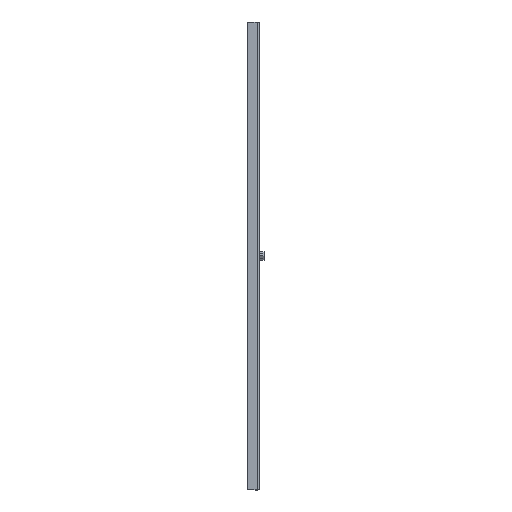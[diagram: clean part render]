
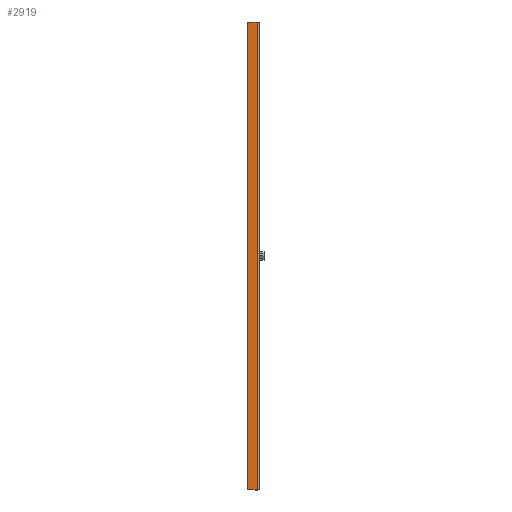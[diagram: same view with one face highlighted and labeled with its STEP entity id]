
A CAD part, left-side view. The second image highlights one B-rep face of the part: STEP entity #2919.
In plain terms, the highlighted planar face has unit normal (-1, 0, 0).
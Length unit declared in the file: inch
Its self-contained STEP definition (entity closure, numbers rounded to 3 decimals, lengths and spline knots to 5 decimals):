
#883 = ORIENTED_EDGE ( 'NONE', *, *, #1641, .F. ) ;
#925 = DIRECTION ( 'NONE',  ( 0., 0., -1. ) ) ;
#979 = DIRECTION ( 'NONE',  ( 0., 0., -1. ) ) ;
#1144 = VECTOR ( 'NONE', #979, 39.37008 ) ;
#1170 = DIRECTION ( 'NONE',  ( 0., -1., 0. ) ) ;
#1191 = CARTESIAN_POINT ( 'NONE',  ( -28.25, 0.75, -15.2485 ) ) ;
#1211 = CARTESIAN_POINT ( 'NONE',  ( -28.25, 0.095, 15.2485 ) ) ;
#1390 = LINE ( 'NONE', #3121, #2910 ) ;
#1466 = VECTOR ( 'NONE', #1170, 39.37008 ) ;
#1620 = VERTEX_POINT ( 'NONE', #1191 ) ;
#1641 = EDGE_CURVE ( 'NONE', #3974, #5404, #2597, .T. ) ;
#1686 = ORIENTED_EDGE ( 'NONE', *, *, #3953, .T. ) ;
#1881 = CARTESIAN_POINT ( 'NONE',  ( -28.25, 0.095, -15.2485 ) ) ;
#1984 = ORIENTED_EDGE ( 'NONE', *, *, #2594, .F. ) ;
#2536 = DIRECTION ( 'NONE',  ( 0., -1., 0. ) ) ;
#2584 = LINE ( 'NONE', #4745, #1144 ) ;
#2594 = EDGE_CURVE ( 'NONE', #4009, #1620, #4171, .T. ) ;
#2597 = LINE ( 'NONE', #1211, #1466 ) ;
#2910 = VECTOR ( 'NONE', #925, 39.37008 ) ;
#2919 = ADVANCED_FACE ( 'NONE', ( #3151 ), #2936, .T. ) ;
#2936 = PLANE ( 'NONE',  #5336 ) ;
#3121 = CARTESIAN_POINT ( 'NONE',  ( -28.25, 0.75, -15.2485 ) ) ;
#3151 = FACE_OUTER_BOUND ( 'NONE', #4424, .T. ) ;
#3156 = DIRECTION ( 'NONE',  ( 0., 1., 0. ) ) ;
#3407 = ORIENTED_EDGE ( 'NONE', *, *, #4023, .F. ) ;
#3735 = CARTESIAN_POINT ( 'NONE',  ( -28.25, 0.143, 15.2485 ) ) ;
#3761 = CARTESIAN_POINT ( 'NONE',  ( -28.25, 0.08549, -15.2485 ) ) ;
#3953 = EDGE_CURVE ( 'NONE', #3974, #1620, #1390, .T. ) ;
#3974 = VERTEX_POINT ( 'NONE', #5219 ) ;
#4009 = VERTEX_POINT ( 'NONE', #5236 ) ;
#4023 = EDGE_CURVE ( 'NONE', #5404, #4009, #2584, .T. ) ;
#4171 = LINE ( 'NONE', #1881, #4972 ) ;
#4424 = EDGE_LOOP ( 'NONE', ( #883, #1686, #1984, #3407 ) ) ;
#4745 = CARTESIAN_POINT ( 'NONE',  ( -28.25, 0.143, 15.2485 ) ) ;
#4972 = VECTOR ( 'NONE', #3156, 39.37008 ) ;
#5083 = DIRECTION ( 'NONE',  ( -1., 0., 0. ) ) ;
#5219 = CARTESIAN_POINT ( 'NONE',  ( -28.25, 0.75, 15.2485 ) ) ;
#5236 = CARTESIAN_POINT ( 'NONE',  ( -28.25, 0.143, -15.2485 ) ) ;
#5336 = AXIS2_PLACEMENT_3D ( 'NONE', #3761, #5083, #2536 ) ;
#5404 = VERTEX_POINT ( 'NONE', #3735 ) ;
